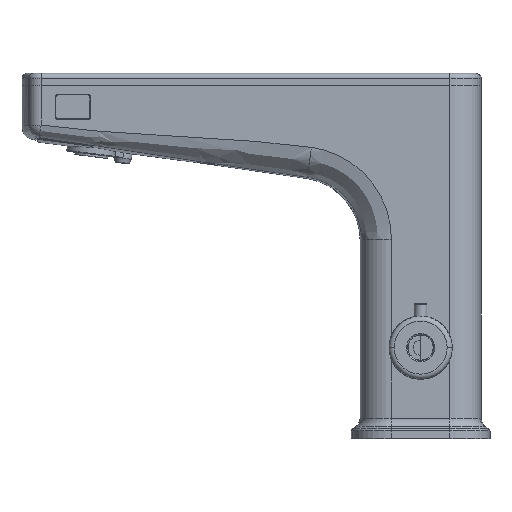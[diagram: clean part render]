
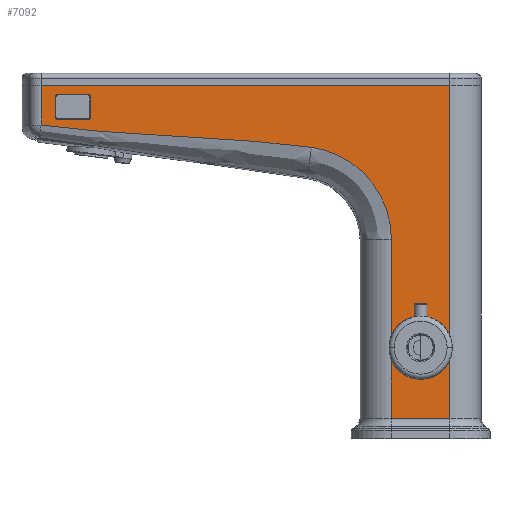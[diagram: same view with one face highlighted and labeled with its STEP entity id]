
A CAD part, top view. The second image highlights one B-rep face of the part: STEP entity #7092.
In plain terms, the highlighted planar face has unit normal (0, 0, 1).
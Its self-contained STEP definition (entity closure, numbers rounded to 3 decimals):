
#294=DIRECTION('',(0.,1.,0.));
#295=VECTOR('',#294,131.918);
#296=CARTESIAN_POINT('',(11.568,8.082,21.5));
#297=LINE('',#296,#295);
#298=CARTESIAN_POINT('',(-11.568,78.944,21.5));
#299=CARTESIAN_POINT('',(-11.568,80.942,21.5));
#300=CARTESIAN_POINT('',(-11.885,84.873,21.5));
#301=CARTESIAN_POINT('',(-13.298,90.65,21.5));
#302=CARTESIAN_POINT('',(-15.596,96.081,21.5));
#303=CARTESIAN_POINT('',(-18.743,101.098,21.5));
#304=CARTESIAN_POINT('',(-22.635,105.522,21.5));
#305=CARTESIAN_POINT('',(-27.155,109.253,21.5));
#306=CARTESIAN_POINT('',(-32.253,112.249,21.5));
#307=CARTESIAN_POINT('',(-37.819,114.394,21.5));
#308=CARTESIAN_POINT('',(-41.456,115.18,21.5));
#309=CARTESIAN_POINT('',(-43.287,115.427,21.5));
#311=CARTESIAN_POINT('',(-43.287,115.427,21.5));
#312=CARTESIAN_POINT('',(-61.07,117.825,21.5));
#313=CARTESIAN_POINT('',(-96.879,119.777,21.5));
#314=CARTESIAN_POINT('',(-132.682,121.855,21.5));
#315=CARTESIAN_POINT('',(-150.467,124.239,21.5));
#317=CARTESIAN_POINT('',(-143.8,127.5,21.5));
#318=DIRECTION('',(0.,0.,1.));
#319=DIRECTION('',(-1.,0.,0.));
#320=AXIS2_PLACEMENT_3D('',#317,#318,#319);
#322=CARTESIAN_POINT('',(-131.8,127.5,21.5));
#323=DIRECTION('',(0.,0.,1.));
#324=DIRECTION('',(0.,-1.,0.));
#325=AXIS2_PLACEMENT_3D('',#322,#323,#324);
#327=CARTESIAN_POINT('',(-131.8,135.5,21.5));
#328=DIRECTION('',(0.,0.,1.));
#329=DIRECTION('',(1.,0.,0.));
#330=AXIS2_PLACEMENT_3D('',#327,#328,#329);
#332=CARTESIAN_POINT('',(-143.8,135.5,21.5));
#333=DIRECTION('',(0.,0.,1.));
#334=DIRECTION('',(0.,1.,0.));
#335=AXIS2_PLACEMENT_3D('',#332,#333,#334);
#337=CARTESIAN_POINT('',(0.,36.,21.5));
#338=DIRECTION('',(0.,0.,1.));
#339=DIRECTION('',(1.,0.,0.));
#340=AXIS2_PLACEMENT_3D('',#337,#338,#339);
#342=CARTESIAN_POINT('',(0.,36.,21.5));
#343=DIRECTION('',(0.,0.,1.));
#344=DIRECTION('',(-1.,0.,0.));
#345=AXIS2_PLACEMENT_3D('',#342,#343,#344);
#347=DIRECTION('',(1.,0.,0.));
#348=VECTOR('',#347,23.135);
#349=CARTESIAN_POINT('',(-11.568,8.082,21.5));
#350=LINE('',#349,#348);
#379=DIRECTION('',(0.,-1.,0.));
#380=VECTOR('',#379,70.862);
#381=CARTESIAN_POINT('',(-11.568,78.944,21.5));
#382=LINE('',#381,#380);
#538=DIRECTION('',(-1.,0.,0.));
#539=VECTOR('',#538,162.034);
#540=CARTESIAN_POINT('',(11.568,140.,21.5));
#541=LINE('',#540,#539);
#634=DIRECTION('',(0.,-1.,0.));
#635=VECTOR('',#634,15.761);
#636=CARTESIAN_POINT('',(-150.467,140.,21.5));
#637=LINE('',#636,#635);
#678=CARTESIAN_POINT('',(-150.467,124.239,21.5));
#5166=DIRECTION('',(-1.,0.,0.));
#5167=VECTOR('',#5166,12.);
#5168=CARTESIAN_POINT('',(-131.8,126.5,21.5));
#5169=LINE('',#5168,#5167);
#5178=DIRECTION('',(0.,-1.,0.));
#5179=VECTOR('',#5178,8.);
#5180=CARTESIAN_POINT('',(-130.8,135.5,21.5));
#5181=LINE('',#5180,#5179);
#5190=DIRECTION('',(1.,0.,0.));
#5191=VECTOR('',#5190,12.);
#5192=CARTESIAN_POINT('',(-143.8,136.5,21.5));
#5193=LINE('',#5192,#5191);
#5202=DIRECTION('',(0.,1.,0.));
#5203=VECTOR('',#5202,8.);
#5204=CARTESIAN_POINT('',(-144.8,127.5,21.5));
#5205=LINE('',#5204,#5203);
#6067=VERTEX_POINT('',#678);
#6068=VERTEX_POINT('',#311);
#6073=CARTESIAN_POINT('',(-11.568,8.082,21.5));
#6074=CARTESIAN_POINT('',(11.568,8.082,21.5));
#6075=VERTEX_POINT('',#6073);
#6076=VERTEX_POINT('',#6074);
#6077=CARTESIAN_POINT('',(-11.568,78.944,21.5));
#6078=VERTEX_POINT('',#6077);
#6079=CARTESIAN_POINT('',(-150.467,140.,21.5));
#6080=VERTEX_POINT('',#6079);
#6081=CARTESIAN_POINT('',(11.568,140.,21.5));
#6082=VERTEX_POINT('',#6081);
#6083=CARTESIAN_POINT('',(-144.8,127.5,21.5));
#6084=CARTESIAN_POINT('',(-144.8,135.5,21.5));
#6085=VERTEX_POINT('',#6083);
#6086=VERTEX_POINT('',#6084);
#6087=CARTESIAN_POINT('',(-143.8,126.5,21.5));
#6088=VERTEX_POINT('',#6087);
#6089=CARTESIAN_POINT('',(-131.8,126.5,21.5));
#6090=VERTEX_POINT('',#6089);
#6091=CARTESIAN_POINT('',(-130.8,127.5,21.5));
#6092=VERTEX_POINT('',#6091);
#6093=CARTESIAN_POINT('',(-130.8,135.5,21.5));
#6094=VERTEX_POINT('',#6093);
#6095=CARTESIAN_POINT('',(-131.8,136.5,21.5));
#6096=VERTEX_POINT('',#6095);
#6097=CARTESIAN_POINT('',(-143.8,136.5,21.5));
#6098=VERTEX_POINT('',#6097);
#6099=CARTESIAN_POINT('',(10.,36.,21.5));
#6100=CARTESIAN_POINT('',(-10.,36.,21.5));
#6101=VERTEX_POINT('',#6099);
#6102=VERTEX_POINT('',#6100);
#7048=CARTESIAN_POINT('',(-22.,0.,21.5));
#7049=DIRECTION('',(0.,0.,1.));
#7050=DIRECTION('',(1.,0.,0.));
#7051=AXIS2_PLACEMENT_3D('',#7048,#7049,#7050);
#7052=PLANE('',#7051);
#7054=ORIENTED_EDGE('',*,*,#7053,.F.);
#7056=ORIENTED_EDGE('',*,*,#7055,.F.);
#7058=ORIENTED_EDGE('',*,*,#7057,.T.);
#7060=ORIENTED_EDGE('',*,*,#7059,.T.);
#7062=ORIENTED_EDGE('',*,*,#7061,.F.);
#7064=ORIENTED_EDGE('',*,*,#7063,.F.);
#7065=ORIENTED_EDGE('',*,*,#7039,.F.);
#7066=EDGE_LOOP('',(#7054,#7056,#7058,#7060,#7062,#7064,#7065));
#7067=FACE_OUTER_BOUND('',#7066,.F.);
#7069=ORIENTED_EDGE('',*,*,#7068,.F.);
#7071=ORIENTED_EDGE('',*,*,#7070,.T.);
#7073=ORIENTED_EDGE('',*,*,#7072,.F.);
#7075=ORIENTED_EDGE('',*,*,#7074,.T.);
#7077=ORIENTED_EDGE('',*,*,#7076,.F.);
#7079=ORIENTED_EDGE('',*,*,#7078,.T.);
#7081=ORIENTED_EDGE('',*,*,#7080,.F.);
#7083=ORIENTED_EDGE('',*,*,#7082,.T.);
#7084=EDGE_LOOP('',(#7069,#7071,#7073,#7075,#7077,#7079,#7081,#7083));
#7085=FACE_BOUND('',#7084,.F.);
#7087=ORIENTED_EDGE('',*,*,#7086,.T.);
#7089=ORIENTED_EDGE('',*,*,#7088,.T.);
#7090=EDGE_LOOP('',(#7087,#7089));
#7091=FACE_BOUND('',#7090,.F.);
#310=B_SPLINE_CURVE_WITH_KNOTS('',3,(#298,#299,#300,#301,#302,#303,#304,#305,
#306,#307,#308,#309),.UNSPECIFIED.,.F.,.F.,(4,1,1,1,1,1,1,1,1,4),(0.,
0.111,0.222,0.333,0.444,
0.556,0.667,0.778,0.889,1.),
.UNSPECIFIED.);
#316=B_SPLINE_CURVE_WITH_KNOTS('',3,(#311,#312,#313,#314,#315),.UNSPECIFIED.,
.F.,.F.,(4,1,4),(0.,0.5,1.),.UNSPECIFIED.);
#321=CIRCLE('',#320,1.);
#326=CIRCLE('',#325,1.);
#331=CIRCLE('',#330,1.);
#336=CIRCLE('',#335,1.);
#341=CIRCLE('',#340,10.);
#346=CIRCLE('',#345,10.);
#7039=EDGE_CURVE('',#6076,#6082,#297,.T.);
#7053=EDGE_CURVE('',#6075,#6076,#350,.T.);
#7055=EDGE_CURVE('',#6078,#6075,#382,.T.);
#7057=EDGE_CURVE('',#6078,#6068,#310,.T.);
#7059=EDGE_CURVE('',#6068,#6067,#316,.T.);
#7061=EDGE_CURVE('',#6080,#6067,#637,.T.);
#7063=EDGE_CURVE('',#6082,#6080,#541,.T.);
#7068=EDGE_CURVE('',#6085,#6086,#5205,.T.);
#7070=EDGE_CURVE('',#6085,#6088,#321,.T.);
#7072=EDGE_CURVE('',#6090,#6088,#5169,.T.);
#7074=EDGE_CURVE('',#6090,#6092,#326,.T.);
#7076=EDGE_CURVE('',#6094,#6092,#5181,.T.);
#7078=EDGE_CURVE('',#6094,#6096,#331,.T.);
#7080=EDGE_CURVE('',#6098,#6096,#5193,.T.);
#7082=EDGE_CURVE('',#6098,#6086,#336,.T.);
#7086=EDGE_CURVE('',#6101,#6102,#341,.T.);
#7088=EDGE_CURVE('',#6102,#6101,#346,.T.);
#7092=ADVANCED_FACE('',(#7067,#7085,#7091),#7052,.T.);
